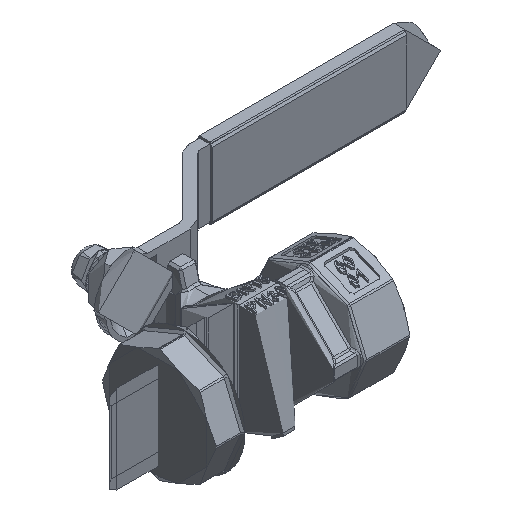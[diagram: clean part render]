
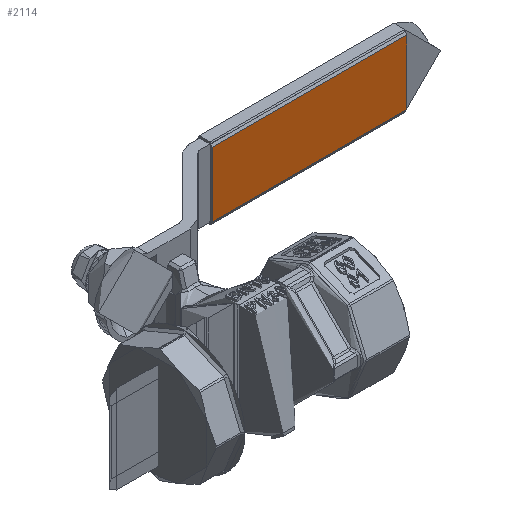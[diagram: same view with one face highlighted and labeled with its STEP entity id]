
A CAD part, isometric view. The second image highlights one B-rep face of the part: STEP entity #2114.
In plain terms, the highlighted planar face has unit normal (0, -1, 0).
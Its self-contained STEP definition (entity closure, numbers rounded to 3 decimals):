
#65 = B_SPLINE_CURVE_WITH_KNOTS ( 'NONE', 3,
 ( #32674, #11080, #18364, #29179 ),
 .UNSPECIFIED., .F., .F.,
 ( 4, 4 ),
 ( 0., 1. ),
 .UNSPECIFIED. ) ;
#324 = EDGE_LOOP ( 'NONE', ( #39156, #2447, #35089, #4764 ) ) ;
#601 = CARTESIAN_POINT ( 'NONE',  ( 31.096, 40.8, -7.634 ) ) ;
#767 = CARTESIAN_POINT ( 'NONE',  ( 83.105, 40.8, -4.691 ) ) ;
#1272 = CARTESIAN_POINT ( 'NONE',  ( 46.397, 40.8, 7.634 ) ) ;
#2114 = ADVANCED_FACE ( 'NONE', ( #11953 ), #5557, .T. ) ;
#2194 = CARTESIAN_POINT ( 'NONE',  ( 77., 40.8, 7.634 ) ) ;
#2447 = ORIENTED_EDGE ( 'NONE', *, *, #20595, .F. ) ;
#3236 = CARTESIAN_POINT ( 'NONE',  ( 31.096, 40.8, 7.634 ) ) ;
#3749 = CARTESIAN_POINT ( 'NONE',  ( 77., 40.8, -7.634 ) ) ;
#3777 = CARTESIAN_POINT ( 'NONE',  ( 83.105, 40.8, 4.691 ) ) ;
#4764 = ORIENTED_EDGE ( 'NONE', *, *, #17416, .F. ) ;
#5136 = VERTEX_POINT ( 'NONE', #3236 ) ;
#5557 = PLANE ( 'NONE',  #25154 ) ;
#7732 = CARTESIAN_POINT ( 'NONE',  ( 80.845, 40.8, -6.67 ) ) ;
#7907 = CARTESIAN_POINT ( 'NONE',  ( 31.096, 40.8, 7.634 ) ) ;
#7998 = CARTESIAN_POINT ( 'NONE',  ( 77., 40.8, 0. ) ) ;
#8032 = CARTESIAN_POINT ( 'NONE',  ( 77.999, 40.8, -7.634 ) ) ;
#8922 = B_SPLINE_CURVE_WITH_KNOTS ( 'NONE', 3,
 ( #32795, #29299, #46847, #601 ),
 .UNSPECIFIED., .F., .F.,
 ( 4, 4 ),
 ( 0., 1. ),
 .UNSPECIFIED. ) ;
#10855 = DIRECTION ( 'NONE',  ( -1., 0., 0. ) ) ;
#10887 = CARTESIAN_POINT ( 'NONE',  ( 77., 40.8, 7.634 ) ) ;
#11021 = DIRECTION ( 'NONE',  ( 0., -1., 0. ) ) ;
#11080 = CARTESIAN_POINT ( 'NONE',  ( 61.699, 40.8, -7.634 ) ) ;
#11953 = FACE_OUTER_BOUND ( 'NONE', #324, .T. ) ;
#13784 = CARTESIAN_POINT ( 'NONE',  ( 84.435, 40.8, -1.998 ) ) ;
#15984 = B_SPLINE_CURVE_WITH_KNOTS ( 'NONE', 3,
 ( #7907, #1272, #33608, #19616 ),
 .UNSPECIFIED., .F., .F.,
 ( 4, 4 ),
 ( 0., 1. ),
 .UNSPECIFIED. ) ;
#17248 = CARTESIAN_POINT ( 'NONE',  ( 78.998, 40.8, 7.435 ) ) ;
#17416 = EDGE_CURVE ( 'NONE', #45117, #37210, #65, .T. ) ;
#18364 = CARTESIAN_POINT ( 'NONE',  ( 46.397, 40.8, -7.634 ) ) ;
#19616 = CARTESIAN_POINT ( 'NONE',  ( 77., 40.8, 7.634 ) ) ;
#20595 = EDGE_CURVE ( 'NONE', #5136, #28973, #15984, .T. ) ;
#20868 = CARTESIAN_POINT ( 'NONE',  ( 84.634, 40.8, 0.999 ) ) ;
#22571 = CARTESIAN_POINT ( 'NONE',  ( 77., 40.8, -7.634 ) ) ;
#22897 = CARTESIAN_POINT ( 'NONE',  ( 83.67, 40.8, -3.845 ) ) ;
#25154 = AXIS2_PLACEMENT_3D ( 'NONE', #7998, #11021, #10855 ) ;
#25754 = CARTESIAN_POINT ( 'NONE',  ( 31.096, 40.8, -7.634 ) ) ;
#28973 = VERTEX_POINT ( 'NONE', #2194 ) ;
#29154 = CARTESIAN_POINT ( 'NONE',  ( 77.999, 40.8, 7.634 ) ) ;
#29179 = CARTESIAN_POINT ( 'NONE',  ( 31.096, 40.8, -7.634 ) ) ;
#29299 = CARTESIAN_POINT ( 'NONE',  ( 31.096, 40.8, 2.545 ) ) ;
#31470 = EDGE_CURVE ( 'NONE', #28973, #45117, #36150, .T. ) ;
#31571 = CARTESIAN_POINT ( 'NONE',  ( 83.67, 40.8, 3.845 ) ) ;
#31726 = CARTESIAN_POINT ( 'NONE',  ( 84.634, 40.8, -0.999 ) ) ;
#32674 = CARTESIAN_POINT ( 'NONE',  ( 77., 40.8, -7.634 ) ) ;
#32795 = CARTESIAN_POINT ( 'NONE',  ( 31.096, 40.8, 7.634 ) ) ;
#33608 = CARTESIAN_POINT ( 'NONE',  ( 61.699, 40.8, 7.634 ) ) ;
#35089 = ORIENTED_EDGE ( 'NONE', *, *, #42397, .T. ) ;
#36150 = B_SPLINE_CURVE_WITH_KNOTS ( 'NONE', 3,
 ( #10887, #29154, #17248, #43704, #39766, #3777, #31571, #42452, #20868, #31726, #13784, #22897, #767, #40226, #7732, #40541, #8032, #22571 ),
 .UNSPECIFIED., .F., .F.,
 ( 4, 2, 2, 2, 2, 2, 2, 2, 4 ),
 ( 0., 0.125, 0.25, 0.375, 0.5, 0.625, 0.75, 0.875, 1. ),
 .UNSPECIFIED. ) ;
#37210 = VERTEX_POINT ( 'NONE', #25754 ) ;
#39156 = ORIENTED_EDGE ( 'NONE', *, *, #31470, .F. ) ;
#39766 = CARTESIAN_POINT ( 'NONE',  ( 81.691, 40.8, 6.105 ) ) ;
#40226 = CARTESIAN_POINT ( 'NONE',  ( 81.691, 40.8, -6.105 ) ) ;
#40541 = CARTESIAN_POINT ( 'NONE',  ( 78.998, 40.8, -7.435 ) ) ;
#42397 = EDGE_CURVE ( 'NONE', #5136, #37210, #8922, .T. ) ;
#42452 = CARTESIAN_POINT ( 'NONE',  ( 84.435, 40.8, 1.998 ) ) ;
#43704 = CARTESIAN_POINT ( 'NONE',  ( 80.845, 40.8, 6.67 ) ) ;
#45117 = VERTEX_POINT ( 'NONE', #3749 ) ;
#46847 = CARTESIAN_POINT ( 'NONE',  ( 31.096, 40.8, -2.545 ) ) ;
